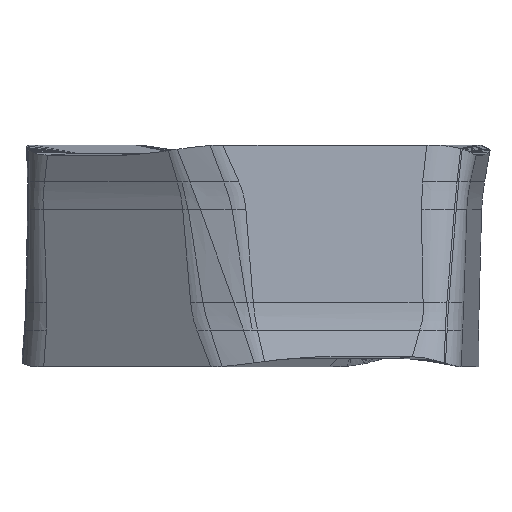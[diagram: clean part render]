
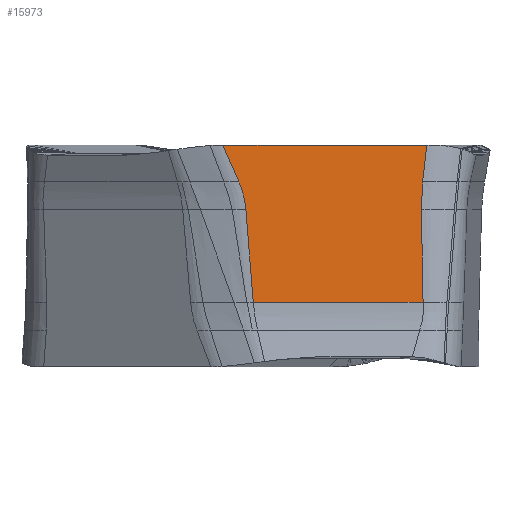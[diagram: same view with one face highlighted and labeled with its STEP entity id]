
A CAD part, front view. The second image highlights one B-rep face of the part: STEP entity #15973.
In plain terms, the highlighted planar face has unit normal (0, -0.999, 0.035).
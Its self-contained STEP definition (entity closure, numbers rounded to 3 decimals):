
#3566=DIRECTION('',(1.,0.,0.));
#3567=VECTOR('',#3566,4.599);
#3568=CARTESIAN_POINT('',(-1.248,-4.423,
4.81));
#3569=LINE('',#3568,#3567);
#3574=DIRECTION('',(0.111,0.035,0.993));
#3575=VECTOR('',#3574,0.836);
#3576=CARTESIAN_POINT('',(3.258,-4.452,3.98));
#3577=LINE('',#3576,#3575);
#3578=CARTESIAN_POINT('',(3.229,-4.474,3.356));
#3579=CARTESIAN_POINT('',(3.226,-4.467,3.563));
#3580=CARTESIAN_POINT('',(3.235,-4.46,3.772));
#3581=CARTESIAN_POINT('',(3.258,-4.452,3.98));
#3583=DIRECTION('',(-0.019,0.035,0.999));
#3584=VECTOR('',#3583,2.094);
#3585=CARTESIAN_POINT('',(3.268,-4.547,1.264));
#3586=LINE('',#3585,#3584);
#3587=DIRECTION('',(0.079,-0.035,-0.996));
#3588=VECTOR('',#3587,2.1);
#3589=CARTESIAN_POINT('',(-0.729,-4.474,
3.356));
#3590=LINE('',#3589,#3588);
#3591=CARTESIAN_POINT('',(-0.885,-4.452,
3.98));
#3592=CARTESIAN_POINT('',(-0.863,-4.454,
3.931));
#3593=CARTESIAN_POINT('',(-0.824,-4.458,
3.83));
#3594=CARTESIAN_POINT('',(-0.763,-4.465,
3.623));
#3595=CARTESIAN_POINT('',(-0.737,-4.47,
3.464));
#3596=CARTESIAN_POINT('',(-0.729,-4.474,
3.356));
#3598=DIRECTION('',(0.4,-0.032,-0.916));
#3599=VECTOR('',#3598,0.906);
#3600=CARTESIAN_POINT('',(-1.248,-4.423,
4.81));
#3601=LINE('',#3600,#3599);
#3765=CARTESIAN_POINT('',(3.268,-4.547,1.264));
#3781=CARTESIAN_POINT('',(3.229,-4.474,3.356));
#3843=DIRECTION('',(-1.,0.,0.));
#3844=VECTOR('',#3843,3.83);
#3845=CARTESIAN_POINT('',(3.268,-4.547,1.264));
#3846=LINE('',#3845,#3844);
#4452=VERTEX_POINT('',#3765);
#4468=VERTEX_POINT('',#3781);
#4469=VERTEX_POINT('',#3591);
#4470=VERTEX_POINT('',#3596);
#4471=CARTESIAN_POINT('',(-0.562,-4.547,
1.264));
#4472=VERTEX_POINT('',#4471);
#4473=VERTEX_POINT('',#3581);
#4788=CARTESIAN_POINT('',(-1.248,-4.423,
4.81));
#4789=CARTESIAN_POINT('',(3.351,-4.423,4.81));
#4790=VERTEX_POINT('',#4788);
#4791=VERTEX_POINT('',#4789);
#15952=CARTESIAN_POINT('',(-3.026,-4.547,
1.264));
#15953=DIRECTION('',(0.,0.999,-0.035));
#15954=DIRECTION('',(0.,-0.035,-0.999));
#15955=AXIS2_PLACEMENT_3D('',#15952,#15953,#15954);
#15956=PLANE('',#15955);
#15957=ORIENTED_EDGE('',*,*,#15936,.T.);
#15958=ORIENTED_EDGE('',*,*,#15869,.F.);
#15960=ORIENTED_EDGE('',*,*,#15959,.F.);
#15962=ORIENTED_EDGE('',*,*,#15961,.F.);
#15964=ORIENTED_EDGE('',*,*,#15963,.T.);
#15966=ORIENTED_EDGE('',*,*,#15965,.F.);
#15968=ORIENTED_EDGE('',*,*,#15967,.F.);
#15970=ORIENTED_EDGE('',*,*,#15969,.F.);
#15971=EDGE_LOOP('',(#15957,#15958,#15960,#15962,#15964,#15966,#15968,#15970));
#15972=FACE_OUTER_BOUND('',#15971,.F.);
#3582=B_SPLINE_CURVE_WITH_KNOTS('',3,(#3578,#3579,#3580,#3581),.UNSPECIFIED.,
.F.,.F.,(4,4),(0.,1.),.UNSPECIFIED.);
#3597=B_SPLINE_CURVE_WITH_KNOTS('',3,(#3591,#3592,#3593,#3594,#3595,#3596),
.UNSPECIFIED.,.F.,.F.,(4,1,1,4),(0.,0.25,0.5,1.),
.UNSPECIFIED.);
#15869=EDGE_CURVE('',#4473,#4791,#3577,.T.);
#15936=EDGE_CURVE('',#4790,#4791,#3569,.T.);
#15959=EDGE_CURVE('',#4468,#4473,#3582,.T.);
#15961=EDGE_CURVE('',#4452,#4468,#3586,.T.);
#15963=EDGE_CURVE('',#4452,#4472,#3846,.T.);
#15965=EDGE_CURVE('',#4470,#4472,#3590,.T.);
#15967=EDGE_CURVE('',#4469,#4470,#3597,.T.);
#15969=EDGE_CURVE('',#4790,#4469,#3601,.T.);
#15973=ADVANCED_FACE('',(#15972),#15956,.F.);
